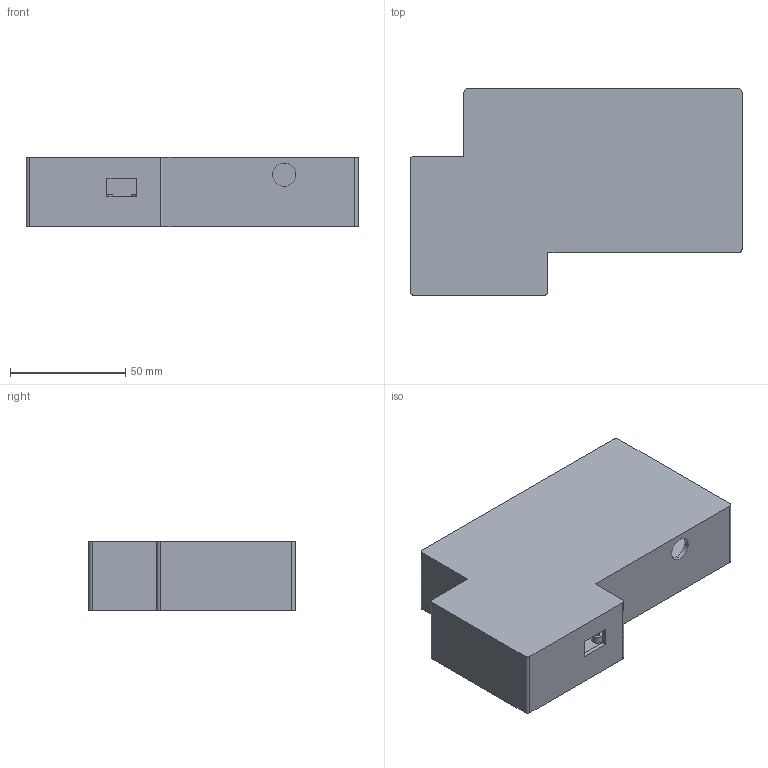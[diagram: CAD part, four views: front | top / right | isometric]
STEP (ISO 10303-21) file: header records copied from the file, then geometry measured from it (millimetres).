
FILE_DESCRIPTION (( 'STEP AP214' ), '1' );
FILE_NAME ('dev_kit_mounting_plate.step', '2025-09-21T00:14:45', ( '' ), ( '' ), 'SwSTEP 2.0', 'SolidWorks 2022', '' );
FILE_SCHEMA (( 'AUTOMOTIVE_DESIGN' ));
Length unit declared in the file: millimetre
Products named in the file (1): dev_kit_mounting_plate
Bounding box: 143.92 x 89.44 x 30 mm (x, y, z)
Volume: 105305.2 mm3; surface area: 95881.9 mm2
Topology: 3 solids, 3 shells, 266 faces, 695 edges, 458 vertices
Faces by surface type: cylinder 136, plane 124, cone 6
Entity records: 8413 total; most frequent: DIRECTION 1507, CARTESIAN_POINT 1420, ORIENTED_EDGE 1390, EDGE_CURVE 695, AXIS2_PLACEMENT_3D 545, VERTEX_POINT 458, VECTOR 417, LINE 417
